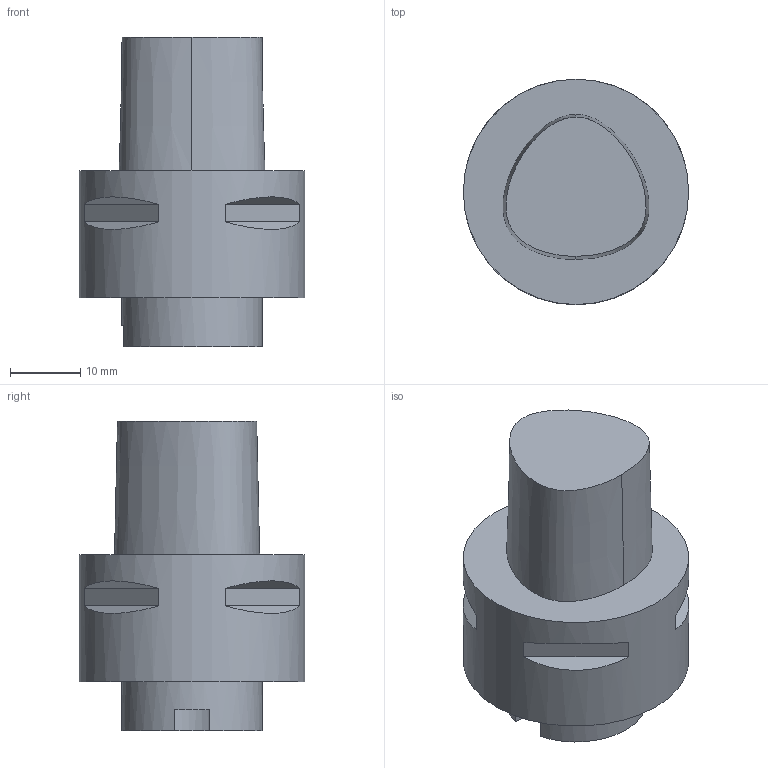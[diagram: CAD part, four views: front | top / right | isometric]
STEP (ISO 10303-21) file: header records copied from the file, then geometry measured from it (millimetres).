
FILE_DESCRIPTION(/* description */ (''),/* implementation_level */ '2;1');
FILE_NAME(/* name */ 'C3-391.0401-11025.stp',/* time_stamp */ '2017-09-14T10:19:35+06:00',/* author */ (''),/* organization */ (''),/* preprocessor_version */ 'ST-DEVELOPER v16',/* originating_system */ 'SIEMENS PLM Software NX 11.0',/* authorisation */ '');
FILE_SCHEMA (('AUTOMOTIVE_DESIGN { 1 0 10303 214 3 1 1 1 }'));
Length unit declared in the file: millimetre
Products named in the file (1): inpuC5E7z73z
Bounding box: 32 x 32 x 44 mm (x, y, z)
Volume: 21032 mm3; surface area: 6257.4 mm2
Topology: 2 solids, 2 shells, 26 faces, 51 edges, 34 vertices
Faces by surface type: plane 21, cylinder 3, bspline 2
Full cylindrical faces by diameter (mm): 11 x1, 20 x1, 32 x1
Entity records: 1267 total; most frequent: CARTESIAN_POINT 694, DIRECTION 114, ORIENTED_EDGE 92, EDGE_CURVE 46, AXIS2_PLACEMENT_3D 44, EDGE_LOOP 34, VERTEX_POINT 32, LINE 26
